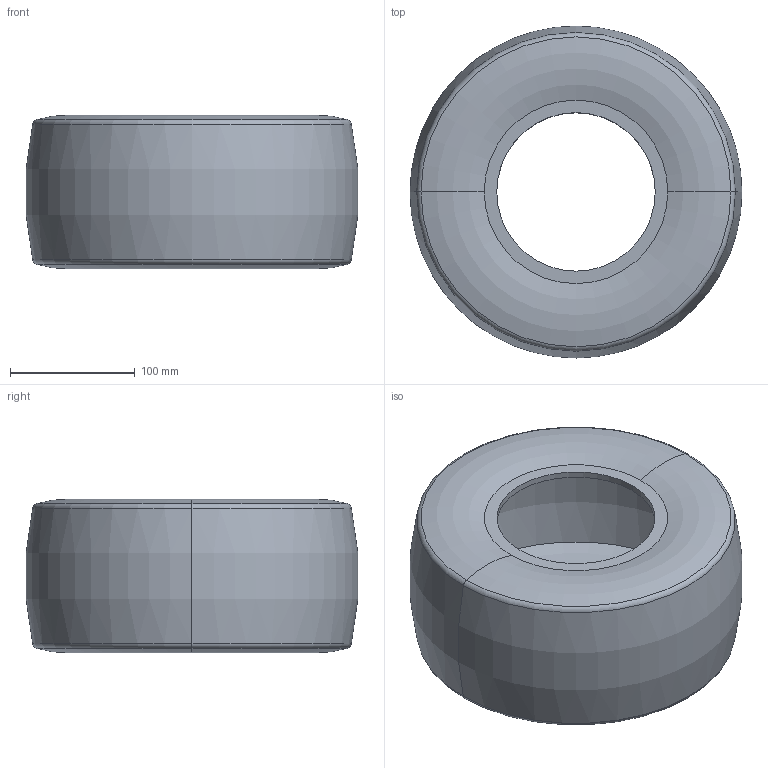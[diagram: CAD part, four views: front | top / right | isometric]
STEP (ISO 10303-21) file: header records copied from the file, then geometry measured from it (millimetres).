
FILE_DESCRIPTION (( 'STEP AP203' ), '1' );
FILE_NAME ('front tyre_Default_sldprt.STEP', '2026-02-04T19:33:27', ( '' ), ( '' ), 'SwSTEP 2.0', 'SolidWorks 2025', '' );
FILE_SCHEMA (( 'CONFIG_CONTROL_DESIGN' ));
Length unit declared in the file: millimetre
Products named in the file (1): front tyre_Default_sldprt
Bounding box: 265.91 x 265.91 x 122.91 mm (x, y, z)
Volume: 817855.9 mm3; surface area: 331237.2 mm2
Topology: 1 solids, 1 shells, 24 faces, 48 edges, 28 vertices
Faces by surface type: torus 16, plane 4, cylinder 4
Entity records: 721 total; most frequent: DIRECTION 142, CARTESIAN_POINT 101, ORIENTED_EDGE 96, AXIS2_PLACEMENT_3D 69, EDGE_CURVE 48, CIRCLE 44, VERTEX_POINT 28, EDGE_LOOP 28
